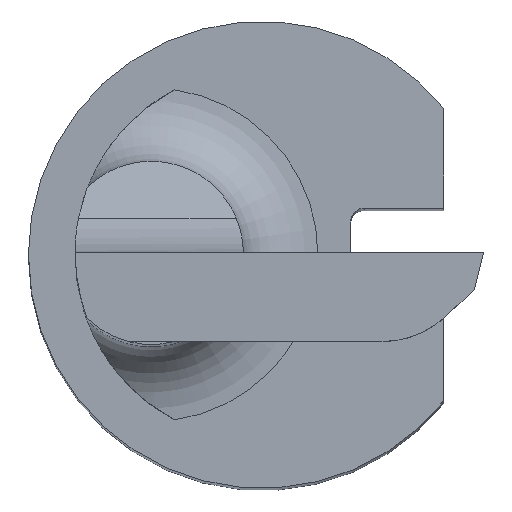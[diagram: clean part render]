
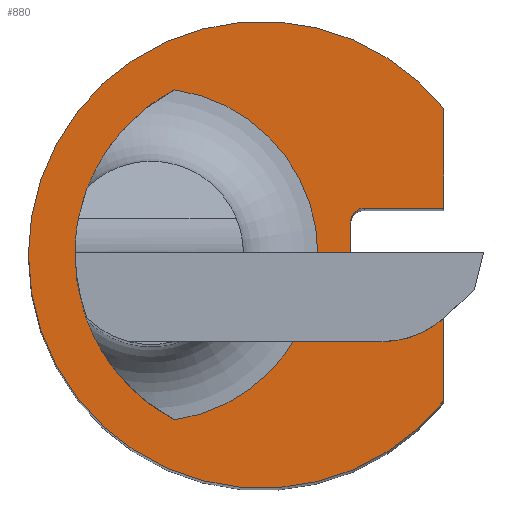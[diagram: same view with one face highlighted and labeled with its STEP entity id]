
A CAD part, top view. The second image highlights one B-rep face of the part: STEP entity #880.
In plain terms, the highlighted planar face has unit normal (0, 0, 1).
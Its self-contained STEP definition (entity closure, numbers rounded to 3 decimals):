
#5 = DIRECTION ( 'NONE',  ( 0., 1., 0. ) ) ;
#16 = VECTOR ( 'NONE', #593, 1000. ) ;
#38 = CARTESIAN_POINT ( 'NONE',  ( 1.95, 0.5, 15. ) ) ;
#60 = CARTESIAN_POINT ( 'NONE',  ( 0., 0., 15. ) ) ;
#67 = CIRCLE ( 'NONE', #443, 2.5 ) ;
#96 = CARTESIAN_POINT ( 'NONE',  ( 0., 0., 15. ) ) ;
#101 = ORIENTED_EDGE ( 'NONE', *, *, #541, .F. ) ;
#107 = ORIENTED_EDGE ( 'NONE', *, *, #684, .T. ) ;
#115 = ORIENTED_EDGE ( 'NONE', *, *, #844, .T. ) ;
#131 = AXIS2_PLACEMENT_3D ( 'NONE', #96, #636, #269 ) ;
#137 = ORIENTED_EDGE ( 'NONE', *, *, #833, .T. ) ;
#147 = CARTESIAN_POINT ( 'NONE',  ( 0., 0., 15. ) ) ;
#163 = ORIENTED_EDGE ( 'NONE', *, *, #863, .T. ) ;
#170 = VECTOR ( 'NONE', #449, 1000. ) ;
#173 = AXIS2_PLACEMENT_3D ( 'NONE', #839, #763, #904 ) ;
#186 = DIRECTION ( 'NONE',  ( 0., 0., -1. ) ) ;
#199 = VERTEX_POINT ( 'NONE', #505 ) ;
#215 = VERTEX_POINT ( 'NONE', #862 ) ;
#218 = EDGE_LOOP ( 'NONE', ( #107, #926, #941, #794, #770, #115, #545, #578, #657 ) ) ;
#219 = CARTESIAN_POINT ( 'NONE',  ( 1.1, -0.5, 15. ) ) ;
#223 = CIRCLE ( 'NONE', #508, 1.785 ) ;
#225 = DIRECTION ( 'NONE',  ( 0., 0., 1. ) ) ;
#228 = DIRECTION ( 'NONE',  ( 0., 1., 0. ) ) ;
#229 = LINE ( 'NONE', #735, #170 ) ;
#234 = VECTOR ( 'NONE', #228, 1000. ) ;
#243 = VERTEX_POINT ( 'NONE', #927 ) ;
#246 = CARTESIAN_POINT ( 'NONE',  ( 1.1, 0.35, 15. ) ) ;
#269 = DIRECTION ( 'NONE',  ( 1., 0., 0. ) ) ;
#275 = VERTEX_POINT ( 'NONE', #219 ) ;
#289 = VERTEX_POINT ( 'NONE', #933 ) ;
#296 = EDGE_CURVE ( 'NONE', #199, #432, #67, .T. ) ;
#297 = CARTESIAN_POINT ( 'NONE',  ( 1.95, -1.564, 15. ) ) ;
#298 = CIRCLE ( 'NONE', #131, 2. ) ;
#316 = CARTESIAN_POINT ( 'NONE',  ( -1.185, 0., 15. ) ) ;
#324 = ORIENTED_EDGE ( 'NONE', *, *, #447, .F. ) ;
#328 = VERTEX_POINT ( 'NONE', #668 ) ;
#343 = VERTEX_POINT ( 'NONE', #376 ) ;
#353 = DIRECTION ( 'NONE',  ( 0., 0., 1. ) ) ;
#354 = EDGE_CURVE ( 'NONE', #215, #929, #229, .T. ) ;
#365 = CIRCLE ( 'NONE', #381, 0.15 ) ;
#373 = EDGE_CURVE ( 'NONE', #929, #343, #529, .T. ) ;
#375 = CARTESIAN_POINT ( 'NONE',  ( -1.185, 0., 15. ) ) ;
#376 = CARTESIAN_POINT ( 'NONE',  ( 1.95, 1.564, 15. ) ) ;
#381 = AXIS2_PLACEMENT_3D ( 'NONE', #246, #546, #829 ) ;
#383 = DIRECTION ( 'NONE',  ( 0., 0., -1. ) ) ;
#401 = CARTESIAN_POINT ( 'NONE',  ( 0.6, 0., 15. ) ) ;
#432 = VERTEX_POINT ( 'NONE', #297 ) ;
#433 = EDGE_CURVE ( 'NONE', #766, #275, #542, .T. ) ;
#434 = LINE ( 'NONE', #924, #621 ) ;
#443 = AXIS2_PLACEMENT_3D ( 'NONE', #60, #942, #652 ) ;
#447 = EDGE_CURVE ( 'NONE', #634, #328, #565, .T. ) ;
#449 = DIRECTION ( 'NONE',  ( 1., 0., 0. ) ) ;
#452 = LINE ( 'NONE', #875, #234 ) ;
#458 = CARTESIAN_POINT ( 'NONE',  ( 1.95, -0.5, 15. ) ) ;
#460 = CIRCLE ( 'NONE', #655, 0.15 ) ;
#478 = FACE_BOUND ( 'NONE', #870, .T. ) ;
#505 = CARTESIAN_POINT ( 'NONE',  ( -2.5, 0., 15. ) ) ;
#508 = AXIS2_PLACEMENT_3D ( 'NONE', #375, #882, #596 ) ;
#529 = LINE ( 'NONE', #876, #802 ) ;
#541 = EDGE_CURVE ( 'NONE', #243, #634, #298, .T. ) ;
#542 = LINE ( 'NONE', #458, #16 ) ;
#545 = ORIENTED_EDGE ( 'NONE', *, *, #573, .T. ) ;
#546 = DIRECTION ( 'NONE',  ( 0., 0., -1. ) ) ;
#565 = CIRCLE ( 'NONE', #752, 2. ) ;
#573 = EDGE_CURVE ( 'NONE', #289, #215, #365, .T. ) ;
#577 = DIRECTION ( 'NONE',  ( 0., 1., 0. ) ) ;
#578 = ORIENTED_EDGE ( 'NONE', *, *, #354, .T. ) ;
#581 = CARTESIAN_POINT ( 'NONE',  ( 0., 0., 15. ) ) ;
#593 = DIRECTION ( 'NONE',  ( -1., 0., 0. ) ) ;
#596 = DIRECTION ( 'NONE',  ( 1., 0., 0. ) ) ;
#597 = DIRECTION ( 'NONE',  ( 1., 0., 0. ) ) ;
#603 = CARTESIAN_POINT ( 'NONE',  ( 0.95, -0.35, 15. ) ) ;
#608 = EDGE_CURVE ( 'NONE', #432, #766, #434, .T. ) ;
#621 = VECTOR ( 'NONE', #577, 1000. ) ;
#634 = VERTEX_POINT ( 'NONE', #866 ) ;
#636 = DIRECTION ( 'NONE',  ( 0., 0., 1. ) ) ;
#641 = AXIS2_PLACEMENT_3D ( 'NONE', #316, #186, #911 ) ;
#646 = DIRECTION ( 'NONE',  ( 1., 0., 0. ) ) ;
#652 = DIRECTION ( 'NONE',  ( 1., 0., 0. ) ) ;
#655 = AXIS2_PLACEMENT_3D ( 'NONE', #663, #383, #743 ) ;
#657 = ORIENTED_EDGE ( 'NONE', *, *, #373, .T. ) ;
#663 = CARTESIAN_POINT ( 'NONE',  ( 1.1, -0.35, 15. ) ) ;
#668 = CARTESIAN_POINT ( 'NONE',  ( -0.936, -1.768, 15. ) ) ;
#671 = CARTESIAN_POINT ( 'NONE',  ( 1.95, -0.5, 15. ) ) ;
#679 = CIRCLE ( 'NONE', #641, 1.785 ) ;
#684 = EDGE_CURVE ( 'NONE', #343, #199, #713, .T. ) ;
#713 = CIRCLE ( 'NONE', #922, 2.5 ) ;
#735 = CARTESIAN_POINT ( 'NONE',  ( 1.95, 0.5, 15. ) ) ;
#743 = DIRECTION ( 'NONE',  ( 1., 0., 0. ) ) ;
#752 = AXIS2_PLACEMENT_3D ( 'NONE', #147, #225, #597 ) ;
#755 = VERTEX_POINT ( 'NONE', #603 ) ;
#762 = EDGE_CURVE ( 'NONE', #275, #755, #460, .T. ) ;
#763 = DIRECTION ( 'NONE',  ( 0., 0., 1. ) ) ;
#766 = VERTEX_POINT ( 'NONE', #671 ) ;
#770 = ORIENTED_EDGE ( 'NONE', *, *, #762, .T. ) ;
#794 = ORIENTED_EDGE ( 'NONE', *, *, #433, .T. ) ;
#802 = VECTOR ( 'NONE', #5, 1000. ) ;
#829 = DIRECTION ( 'NONE',  ( 1., 0., 0. ) ) ;
#833 = EDGE_CURVE ( 'NONE', #906, #328, #223, .T. ) ;
#839 = CARTESIAN_POINT ( 'NONE',  ( 0., 0., 15. ) ) ;
#843 = PLANE ( 'NONE',  #173 ) ;
#844 = EDGE_CURVE ( 'NONE', #755, #289, #452, .T. ) ;
#862 = CARTESIAN_POINT ( 'NONE',  ( 1.1, 0.5, 15. ) ) ;
#863 = EDGE_CURVE ( 'NONE', #243, #906, #679, .T. ) ;
#866 = CARTESIAN_POINT ( 'NONE',  ( -2., 0., 15. ) ) ;
#870 = EDGE_LOOP ( 'NONE', ( #101, #163, #137, #324 ) ) ;
#875 = CARTESIAN_POINT ( 'NONE',  ( 0.95, 0.5, 15. ) ) ;
#876 = CARTESIAN_POINT ( 'NONE',  ( 1.95, 1.564, 15. ) ) ;
#880 = ADVANCED_FACE ( 'NONE', ( #890, #478 ), #843, .T. ) ;
#882 = DIRECTION ( 'NONE',  ( 0., 0., -1. ) ) ;
#890 = FACE_OUTER_BOUND ( 'NONE', #218, .T. ) ;
#904 = DIRECTION ( 'NONE',  ( 1., 0., 0. ) ) ;
#906 = VERTEX_POINT ( 'NONE', #401 ) ;
#911 = DIRECTION ( 'NONE',  ( 1., 0., 0. ) ) ;
#922 = AXIS2_PLACEMENT_3D ( 'NONE', #581, #353, #646 ) ;
#924 = CARTESIAN_POINT ( 'NONE',  ( 1.95, -0.5, 15. ) ) ;
#926 = ORIENTED_EDGE ( 'NONE', *, *, #296, .T. ) ;
#927 = CARTESIAN_POINT ( 'NONE',  ( -0.936, 1.768, 15. ) ) ;
#929 = VERTEX_POINT ( 'NONE', #38 ) ;
#933 = CARTESIAN_POINT ( 'NONE',  ( 0.95, 0.35, 15. ) ) ;
#941 = ORIENTED_EDGE ( 'NONE', *, *, #608, .T. ) ;
#942 = DIRECTION ( 'NONE',  ( 0., 0., 1. ) ) ;
